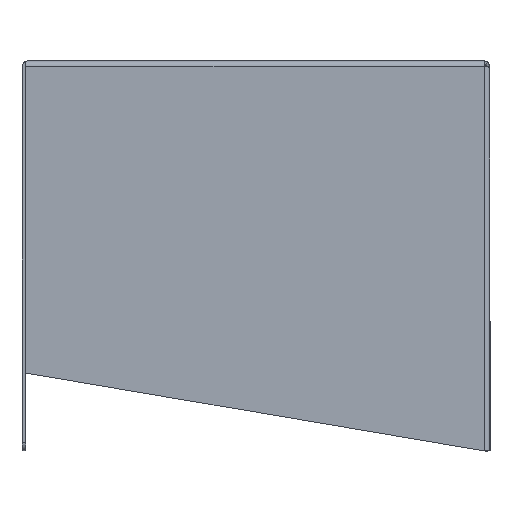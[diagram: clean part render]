
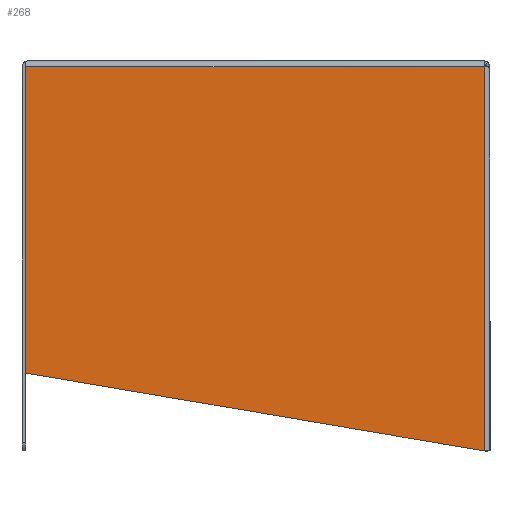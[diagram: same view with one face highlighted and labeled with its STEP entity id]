
A CAD part, left-side view. The second image highlights one B-rep face of the part: STEP entity #268.
In plain terms, the highlighted planar face has unit normal (-1, 0, 0).
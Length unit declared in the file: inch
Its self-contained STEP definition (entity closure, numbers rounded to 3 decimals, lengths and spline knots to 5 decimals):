
#151 = EDGE_CURVE ( 'NONE', #825, #2275, #1324, .T. ) ;
#196 = ORIENTED_EDGE ( 'NONE', *, *, #151, .T. ) ;
#260 = EDGE_LOOP ( 'NONE', ( #2228, #2384, #835, #1662, #196 ) ) ;
#268 = ADVANCED_FACE ( 'NONE', ( #1918 ), #1344, .T. ) ;
#269 = DIRECTION ( 'NONE',  ( 0., 0., 1. ) ) ;
#333 = DIRECTION ( 'NONE',  ( 0., 0., 1. ) ) ;
#469 = LINE ( 'NONE', #2261, #479 ) ;
#479 = VECTOR ( 'NONE', #1628, 39.37008 ) ;
#516 = CARTESIAN_POINT ( 'NONE',  ( 0., 0.048, 0. ) ) ;
#547 = VERTEX_POINT ( 'NONE', #2245 ) ;
#825 = VERTEX_POINT ( 'NONE', #1024 ) ;
#835 = ORIENTED_EDGE ( 'NONE', *, *, #2017, .T. ) ;
#887 = CARTESIAN_POINT ( 'NONE',  ( 0., 11.80992, 9.857 ) ) ;
#898 = EDGE_CURVE ( 'NONE', #1077, #825, #1619, .T. ) ;
#950 = DIRECTION ( 'NONE',  ( 0., 0., 1. ) ) ;
#967 = VECTOR ( 'NONE', #2144, 39.37008 ) ;
#1024 = CARTESIAN_POINT ( 'NONE',  ( 0., 0.048, 9.85692 ) ) ;
#1077 = VERTEX_POINT ( 'NONE', #516 ) ;
#1223 = VECTOR ( 'NONE', #950, 39.37008 ) ;
#1282 = CARTESIAN_POINT ( 'NONE',  ( 0., 0.048, 9.857 ) ) ;
#1285 = CARTESIAN_POINT ( 'NONE',  ( 0., 0.00135, -0.00793 ) ) ;
#1324 = LINE ( 'NONE', #1904, #1223 ) ;
#1331 = EDGE_CURVE ( 'NONE', #1981, #547, #1384, .T. ) ;
#1344 = PLANE ( 'NONE',  #1968 ) ;
#1373 = CARTESIAN_POINT ( 'NONE',  ( 0., 11.80992, 49.37008 ) ) ;
#1384 = LINE ( 'NONE', #1373, #967 ) ;
#1418 = EDGE_CURVE ( 'NONE', #1981, #2275, #469, .T. ) ;
#1619 = LINE ( 'NONE', #2206, #1773 ) ;
#1628 = DIRECTION ( 'NONE',  ( 0., -1., 0. ) ) ;
#1662 = ORIENTED_EDGE ( 'NONE', *, *, #898, .T. ) ;
#1706 = CARTESIAN_POINT ( 'NONE',  ( 0., 0., 0. ) ) ;
#1773 = VECTOR ( 'NONE', #269, 39.37008 ) ;
#1904 = CARTESIAN_POINT ( 'NONE',  ( 0., 0.048, 0. ) ) ;
#1918 = FACE_OUTER_BOUND ( 'NONE', #260, .T. ) ;
#1968 = AXIS2_PLACEMENT_3D ( 'NONE', #1706, #2462, #333 ) ;
#1981 = VERTEX_POINT ( 'NONE', #887 ) ;
#2017 = EDGE_CURVE ( 'NONE', #547, #1077, #2253, .T. ) ;
#2069 = VECTOR ( 'NONE', #2458, 39.37008 ) ;
#2144 = DIRECTION ( 'NONE',  ( 0., 0., -1. ) ) ;
#2206 = CARTESIAN_POINT ( 'NONE',  ( 0., 0.048, 0. ) ) ;
#2228 = ORIENTED_EDGE ( 'NONE', *, *, #1418, .F. ) ;
#2245 = CARTESIAN_POINT ( 'NONE',  ( 0., 11.80992, 2.00015 ) ) ;
#2253 = LINE ( 'NONE', #1285, #2069 ) ;
#2261 = CARTESIAN_POINT ( 'NONE',  ( 0., 11.762, 9.857 ) ) ;
#2275 = VERTEX_POINT ( 'NONE', #1282 ) ;
#2384 = ORIENTED_EDGE ( 'NONE', *, *, #1331, .T. ) ;
#2458 = DIRECTION ( 'NONE',  ( 0., -0.986, -0.168 ) ) ;
#2462 = DIRECTION ( 'NONE',  ( -1., 0., 0. ) ) ;
